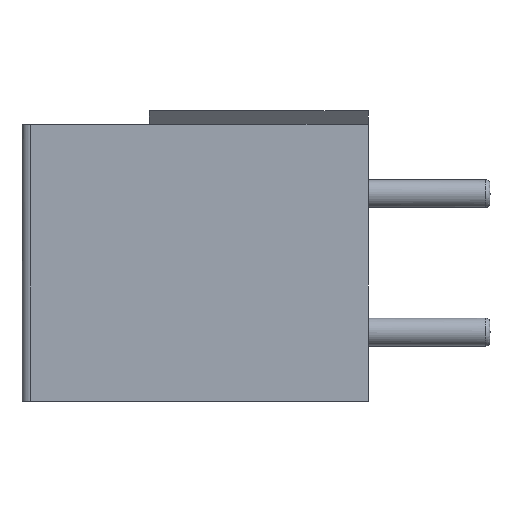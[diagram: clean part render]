
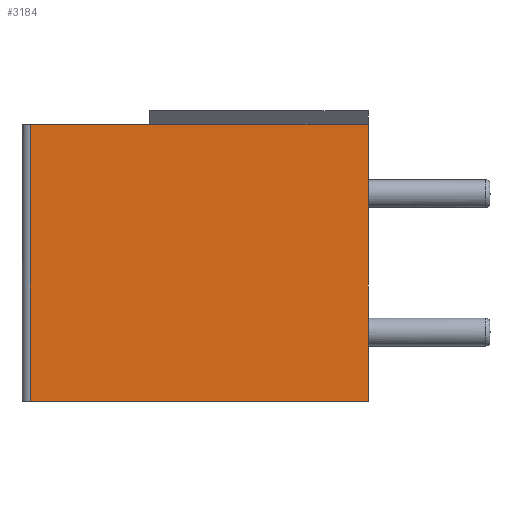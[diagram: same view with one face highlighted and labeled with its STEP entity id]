
A CAD part, left-side view. The second image highlights one B-rep face of the part: STEP entity #3184.
In plain terms, the highlighted free-form (B-spline) face has degree [1, 1] with [2, 2] control points.
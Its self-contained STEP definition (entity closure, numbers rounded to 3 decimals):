
#2 = CARTESIAN_POINT ( 'NONE',  ( 0., 12.2, 12.5 ) ) ;
#502 = EDGE_CURVE ( 'NONE', #2306, #518, #5587, .T. ) ;
#518 = VERTEX_POINT ( 'NONE', #973 ) ;
#524 = CARTESIAN_POINT ( 'NONE',  ( 0., 0., 22.5 ) ) ;
#740 = ORIENTED_EDGE ( 'NONE', *, *, #2456, .F. ) ;
#973 = CARTESIAN_POINT ( 'NONE',  ( 0., 0., 12.5 ) ) ;
#1134 = B_SPLINE_CURVE_WITH_KNOTS ( 'NONE', 1,
 ( #5359, #2 ),
 .UNSPECIFIED., .F., .F.,
 ( 2, 2 ),
 ( 0., 1. ),
 .UNSPECIFIED. ) ;
#1297 = ORIENTED_EDGE ( 'NONE', *, *, #4667, .T. ) ;
#1475 = CARTESIAN_POINT ( 'NONE',  ( 0., 0., 22.5 ) ) ;
#1497 = ORIENTED_EDGE ( 'NONE', *, *, #502, .F. ) ;
#1503 = CARTESIAN_POINT ( 'NONE',  ( 0., 0., 22.5 ) ) ;
#1649 = ORIENTED_EDGE ( 'NONE', *, *, #5302, .T. ) ;
#1875 = CARTESIAN_POINT ( 'NONE',  ( 0., 0., 12.5 ) ) ;
#2021 = CARTESIAN_POINT ( 'NONE',  ( 0., 0., 22.5 ) ) ;
#2252 = CARTESIAN_POINT ( 'NONE',  ( 0., 12.2, 22.5 ) ) ;
#2306 = VERTEX_POINT ( 'NONE', #1503 ) ;
#2456 = EDGE_CURVE ( 'NONE', #518, #4809, #1134, .T. ) ;
#2483 = CARTESIAN_POINT ( 'NONE',  ( 0., 0., 12.5 ) ) ;
#2853 = CARTESIAN_POINT ( 'NONE',  ( 0., 12.2, 22.5 ) ) ;
#2914 = CARTESIAN_POINT ( 'NONE',  ( 0., 12.2, 12.5 ) ) ;
#3019 = CARTESIAN_POINT ( 'NONE',  ( 0., 12.2, 22.5 ) ) ;
#3082 = B_SPLINE_CURVE_WITH_KNOTS ( 'NONE', 1,
 ( #3019, #5740 ),
 .UNSPECIFIED., .F., .F.,
 ( 2, 2 ),
 ( 0., 1. ),
 .UNSPECIFIED. ) ;
#3184 = ADVANCED_FACE ( 'NONE', ( #5298 ), #3204, .T. ) ;
#3204 = B_SPLINE_SURFACE_WITH_KNOTS ( 'NONE', 1, 1, ( 
 ( #2914, #5179 ),
 ( #2483, #2021 ) ),
 .UNSPECIFIED., .F., .F., .F.,
 ( 2, 2 ),
 ( 2, 2 ),
 ( 0., 1. ),
 ( 0., 1. ),
 .UNSPECIFIED. ) ;
#3500 = B_SPLINE_CURVE_WITH_KNOTS ( 'NONE', 1,
 ( #524, #2853 ),
 .UNSPECIFIED., .F., .F.,
 ( 2, 2 ),
 ( 0., 1. ),
 .UNSPECIFIED. ) ;
#4117 = EDGE_LOOP ( 'NONE', ( #1497, #1649, #1297, #740 ) ) ;
#4540 = CARTESIAN_POINT ( 'NONE',  ( 0., 12.2, 12.5 ) ) ;
#4667 = EDGE_CURVE ( 'NONE', #5240, #4809, #3082, .T. ) ;
#4809 = VERTEX_POINT ( 'NONE', #4540 ) ;
#5179 = CARTESIAN_POINT ( 'NONE',  ( 0., 12.2, 22.5 ) ) ;
#5240 = VERTEX_POINT ( 'NONE', #2252 ) ;
#5298 = FACE_OUTER_BOUND ( 'NONE', #4117, .T. ) ;
#5302 = EDGE_CURVE ( 'NONE', #2306, #5240, #3500, .T. ) ;
#5359 = CARTESIAN_POINT ( 'NONE',  ( 0., 0., 12.5 ) ) ;
#5587 = B_SPLINE_CURVE_WITH_KNOTS ( 'NONE', 1,
 ( #1475, #1875 ),
 .UNSPECIFIED., .F., .F.,
 ( 2, 2 ),
 ( 0., 1. ),
 .UNSPECIFIED. ) ;
#5740 = CARTESIAN_POINT ( 'NONE',  ( 0., 12.2, 12.5 ) ) ;
